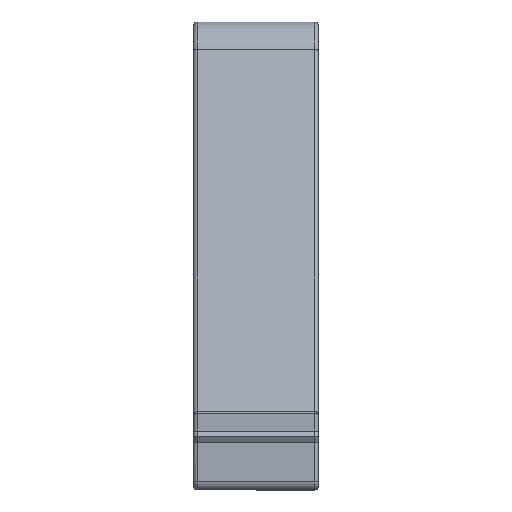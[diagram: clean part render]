
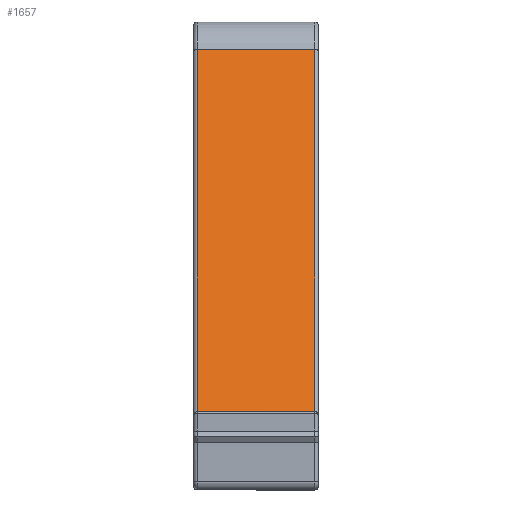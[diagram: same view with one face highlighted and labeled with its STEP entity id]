
A CAD part, top view. The second image highlights one B-rep face of the part: STEP entity #1657.
In plain terms, the highlighted planar face has unit normal (0, 0.292, 0.956).
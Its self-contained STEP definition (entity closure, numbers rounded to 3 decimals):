
#626 = VERTEX_POINT('',#627);
#627 = CARTESIAN_POINT('',(-7.5,56.477,-15.738));
#676 = EDGE_CURVE('',#626,#677,#679,.T.);
#677 = VERTEX_POINT('',#678);
#678 = CARTESIAN_POINT('',(-7.5,8.538,-1.082));
#679 = LINE('',#680,#681);
#680 = CARTESIAN_POINT('',(-7.5,56.477,-15.738));
#681 = VECTOR('',#682,1.);
#682 = DIRECTION('',(0.,-0.956,0.292)
  );
#1611 = EDGE_CURVE('',#626,#1612,#1614,.T.);
#1612 = VERTEX_POINT('',#1613);
#1613 = CARTESIAN_POINT('',(7.5,56.477,-15.738));
#1614 = LINE('',#1615,#1616);
#1615 = CARTESIAN_POINT('',(-8.,56.477,-15.738));
#1616 = VECTOR('',#1617,1.);
#1617 = DIRECTION('',(1.,0.,0.));
#1657 = ADVANCED_FACE('',(#1658),#1676,.F.);
#1658 = FACE_BOUND('',#1659,.F.);
#1659 = EDGE_LOOP('',(#1660,#1661,#1669,#1675));
#1660 = ORIENTED_EDGE('',*,*,#1611,.T.);
#1661 = ORIENTED_EDGE('',*,*,#1662,.T.);
#1662 = EDGE_CURVE('',#1612,#1663,#1665,.T.);
#1663 = VERTEX_POINT('',#1664);
#1664 = CARTESIAN_POINT('',(7.5,8.538,-1.082));
#1665 = LINE('',#1666,#1667);
#1666 = CARTESIAN_POINT('',(7.5,56.477,-15.738));
#1667 = VECTOR('',#1668,1.);
#1668 = DIRECTION('',(0.,-0.956,0.292
    ));
#1669 = ORIENTED_EDGE('',*,*,#1670,.F.);
#1670 = EDGE_CURVE('',#677,#1663,#1671,.T.);
#1671 = LINE('',#1672,#1673);
#1672 = CARTESIAN_POINT('',(-8.,8.538,-1.082));
#1673 = VECTOR('',#1674,1.);
#1674 = DIRECTION('',(1.,0.,0.));
#1675 = ORIENTED_EDGE('',*,*,#676,.F.);
#1676 = PLANE('',#1677);
#1677 = AXIS2_PLACEMENT_3D('',#1678,#1679,#1680);
#1678 = CARTESIAN_POINT('',(-8.,61.258,-17.2));
#1679 = DIRECTION('',(0.,-0.292,-0.956
    ));
#1680 = DIRECTION('',(0.,-0.956,0.292
    ));
